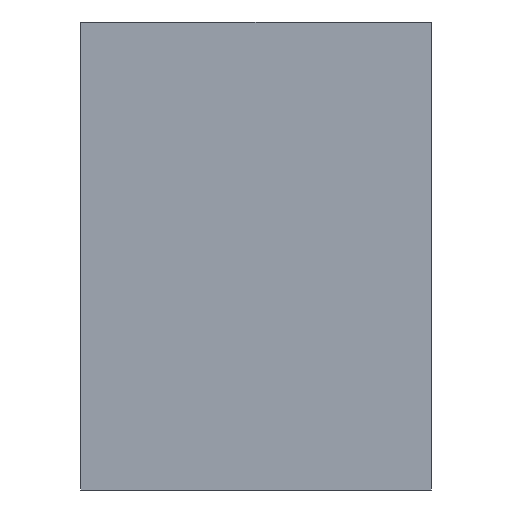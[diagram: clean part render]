
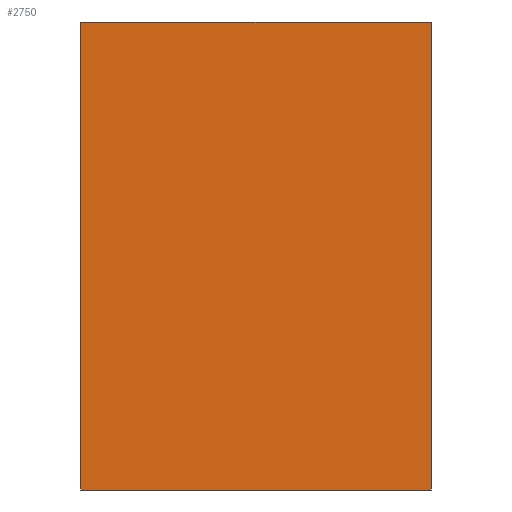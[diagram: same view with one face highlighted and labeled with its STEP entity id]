
A CAD part, left-side view. The second image highlights one B-rep face of the part: STEP entity #2750.
In plain terms, the highlighted planar face has unit normal (-1, 0, 0).
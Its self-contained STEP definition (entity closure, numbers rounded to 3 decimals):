
#518=ORIENTED_EDGE('',*,*,#1105,.T.);
#519=ORIENTED_EDGE('',*,*,#1118,.T.);
#520=ORIENTED_EDGE('',*,*,#1109,.T.);
#521=ORIENTED_EDGE('',*,*,#1113,.T.);
#1105=EDGE_CURVE('',#1447,#1446,#1749,.T.);
#1109=EDGE_CURVE('',#1451,#1450,#1753,.T.);
#1113=EDGE_CURVE('',#1450,#1447,#1757,.T.);
#1118=EDGE_CURVE('',#1446,#1451,#1762,.T.);
#1446=VERTEX_POINT('',#4684);
#1447=VERTEX_POINT('',#4686);
#1450=VERTEX_POINT('',#4693);
#1451=VERTEX_POINT('',#4695);
#1749=LINE('',#4685,#2099);
#1753=LINE('',#4694,#2103);
#1757=LINE('',#4700,#2107);
#1762=LINE('',#4707,#2112);
#2099=VECTOR('',#3901,1000.);
#2103=VECTOR('',#3907,1000.);
#2107=VECTOR('',#3913,1000.);
#2112=VECTOR('',#3922,1000.);
#2352=EDGE_LOOP('',(#518,#519,#520,#521));
#2496=FACE_BOUND('',#2352,.T.);
#2623=PLANE('',#3454);
#2750=ADVANCED_FACE('',(#2496),#2623,.T.);
#3454=AXIS2_PLACEMENT_3D('',#4708,#3923,#3924);
#3901=DIRECTION('',(0.,0.,-1.));
#3907=DIRECTION('',(0.,0.,1.));
#3913=DIRECTION('',(0.,1.,0.));
#3922=DIRECTION('',(0.,-1.,0.));
#3923=DIRECTION('',(-1.,0.,0.));
#3924=DIRECTION('',(0.,0.,1.));
#4684=CARTESIAN_POINT('',(-0.48,0.6,-0.8));
#4685=CARTESIAN_POINT('',(-0.48,0.6,0.8));
#4686=CARTESIAN_POINT('',(-0.48,0.6,0.8));
#4693=CARTESIAN_POINT('',(-0.48,-0.6,0.8));
#4694=CARTESIAN_POINT('',(-0.48,-0.6,-0.8));
#4695=CARTESIAN_POINT('',(-0.48,-0.6,-0.8));
#4700=CARTESIAN_POINT('',(-0.48,-0.6,0.8));
#4707=CARTESIAN_POINT('',(-0.48,0.6,-0.8));
#4708=CARTESIAN_POINT('',(-0.48,0.,0.));
